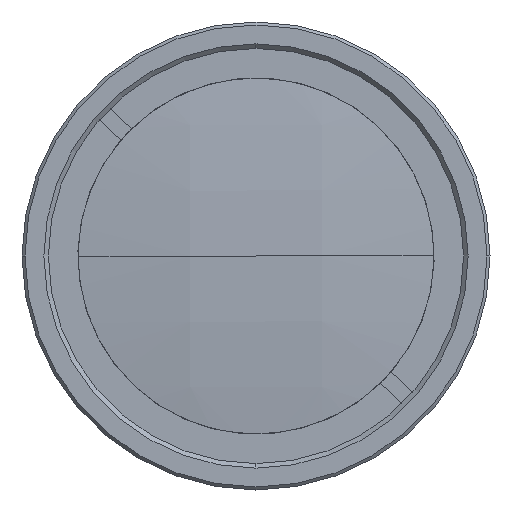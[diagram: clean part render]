
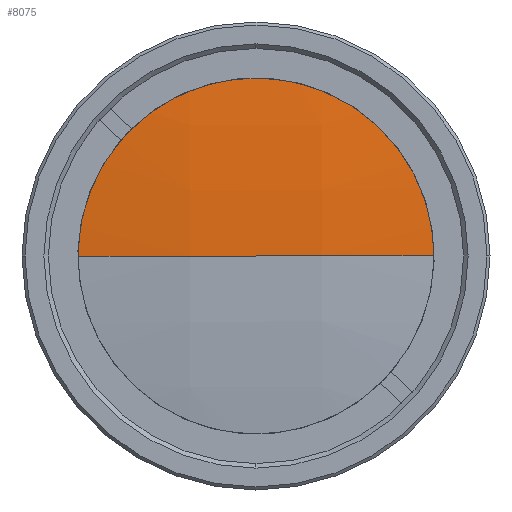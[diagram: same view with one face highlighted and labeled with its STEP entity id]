
A CAD part, left-side view. The second image highlights one B-rep face of the part: STEP entity #8075.
In plain terms, the highlighted free-form (B-spline) face has degree [3, 3] with [4, 4] control points.
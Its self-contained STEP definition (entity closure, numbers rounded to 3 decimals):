
#2 = EDGE_CURVE ( 'NONE', #7140, #6833, #2003, .T. ) ;
#492 = CARTESIAN_POINT ( 'NONE',  ( -65.93, 4.424, 13.11 ) ) ;
#517 = CIRCLE ( 'NONE', #1592, 13. ) ;
#950 = CARTESIAN_POINT ( 'NONE',  ( -66.781, 4.415, 4.382 ) ) ;
#993 = CARTESIAN_POINT ( 'NONE',  ( -65.634, 13.16, 4.323 ) ) ;
#1124 = CARTESIAN_POINT ( 'NONE',  ( -65.353, -13.146, 8.68 ) ) ;
#1284 = DIRECTION ( 'NONE',  ( 0., 0.001, 1. ) ) ;
#1592 = AXIS2_PLACEMENT_3D ( 'NONE', #3890, #4017, #5797 ) ;
#1946 = EDGE_LOOP ( 'NONE', ( #3394, #4406, #6918 ) ) ;
#2003 = CIRCLE ( 'NONE', #3709, 101.143 ) ;
#2132 = EDGE_CURVE ( 'NONE', #7140, #4627, #517, .T. ) ;
#2333 = CARTESIAN_POINT ( 'NONE',  ( -65.93, -4.396, 13.119 ) ) ;
#2380 = CARTESIAN_POINT ( 'NONE',  ( -65.634, -13.15, 4.351 ) ) ;
#3035 = CARTESIAN_POINT ( 'NONE',  ( -66.781, -4.41, 0.005 ) ) ;
#3161 = CARTESIAN_POINT ( 'NONE',  ( -65.655, 0., 0. ) ) ;
#3394 = ORIENTED_EDGE ( 'NONE', *, *, #2132, .F. ) ;
#3485 = CARTESIAN_POINT ( 'NONE',  ( -64.792, -13.141, 12.98 ) ) ;
#3511 = CIRCLE ( 'NONE', #3767, 13. ) ;
#3642 = CARTESIAN_POINT ( 'NONE',  ( -64.792, 13.169, 12.952 ) ) ;
#3709 = AXIS2_PLACEMENT_3D ( 'NONE', #6978, #1284, #4300 ) ;
#3767 = AXIS2_PLACEMENT_3D ( 'NONE', #3161, #4441, #8229 ) ;
#3890 = CARTESIAN_POINT ( 'NONE',  ( -65.655, 0., 0. ) ) ;
#4017 = DIRECTION ( 'NONE',  ( 1., 0., 0. ) ) ;
#4300 = DIRECTION ( 'NONE',  ( 0., 1., -0.001 ) ) ;
#4406 = ORIENTED_EDGE ( 'NONE', *, *, #2, .T. ) ;
#4441 = DIRECTION ( 'NONE',  ( 1., 0., 0. ) ) ;
#4618 = EDGE_CURVE ( 'NONE', #4627, #6833, #3511, .T. ) ;
#4627 = VERTEX_POINT ( 'NONE', #6916 ) ;
#5076 = CARTESIAN_POINT ( 'NONE',  ( -65.655, 13., -0.014 ) ) ;
#5466 = CARTESIAN_POINT ( 'NONE',  ( -65.353, 13.164, 8.652 ) ) ;
#5554 = CARTESIAN_POINT ( 'NONE',  ( -65.634, -13.155, 0.014 ) ) ;
#5797 = DIRECTION ( 'NONE',  ( 0., -0.001, -1. ) ) ;
#6187 = CARTESIAN_POINT ( 'NONE',  ( -66.497, -4.401, 8.769 ) ) ;
#6671 =( BOUNDED_SURFACE ( )  B_SPLINE_SURFACE ( 3, 3, ( 
 ( #6836, #993, #5466, #3642 ),
 ( #7375, #950, #8020, #492 ),
 ( #3035, #6798, #6187, #2333 ),
 ( #5554, #2380, #1124, #3485 ) ),
 .UNSPECIFIED., .F., .F., .F. ) 
 B_SPLINE_SURFACE_WITH_KNOTS ( ( 4, 4 ),
 ( 4, 4 ),
 ( 0., 1. ),
 ( 0., 1. ),
 .UNSPECIFIED. ) 
 GEOMETRIC_REPRESENTATION_ITEM ( )  RATIONAL_B_SPLINE_SURFACE ( (
 ( 1., 0.999, 0.999, 1.),
 ( 0.994, 0.993, 0.993, 0.994),
 ( 0.994, 0.993, 0.993, 0.994),
 ( 1., 0.999, 0.999, 1.) ) ) 
 REPRESENTATION_ITEM ( '' )  SURFACE ( )  );
#6798 = CARTESIAN_POINT ( 'NONE',  ( -66.781, -4.405, 4.392 ) ) ;
#6833 = VERTEX_POINT ( 'NONE', #7615 ) ;
#6836 = CARTESIAN_POINT ( 'NONE',  ( -65.634, 13.155, -0.014 ) ) ;
#6916 = CARTESIAN_POINT ( 'NONE',  ( -65.655, 0.014, 13. ) ) ;
#6918 = ORIENTED_EDGE ( 'NONE', *, *, #4618, .F. ) ;
#6978 = CARTESIAN_POINT ( 'NONE',  ( 34.65, 0., 0. ) ) ;
#7140 = VERTEX_POINT ( 'NONE', #5076 ) ;
#7375 = CARTESIAN_POINT ( 'NONE',  ( -66.781, 4.41, -0.005 ) ) ;
#7615 = CARTESIAN_POINT ( 'NONE',  ( -65.655, -13., 0.014 ) ) ;
#7777 = FACE_OUTER_BOUND ( 'NONE', #1946, .T. ) ;
#8020 = CARTESIAN_POINT ( 'NONE',  ( -66.497, 4.419, 8.76 ) ) ;
#8075 = ADVANCED_FACE ( 'NONE', ( #7777 ), #6671, .T. ) ;
#8229 = DIRECTION ( 'NONE',  ( 0., -0.001, -1. ) ) ;
